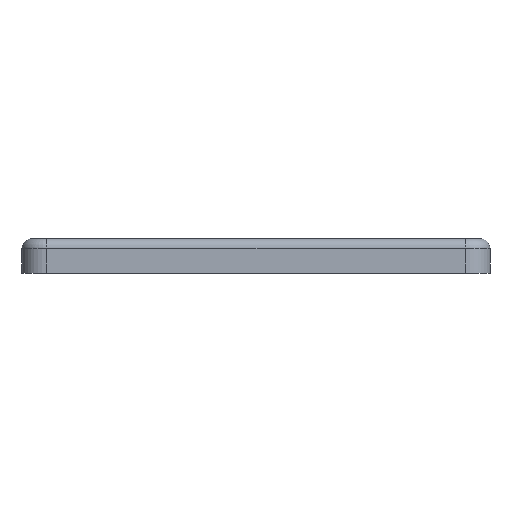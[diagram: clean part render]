
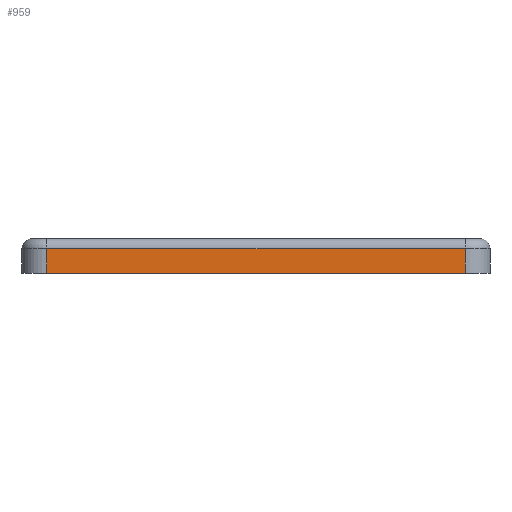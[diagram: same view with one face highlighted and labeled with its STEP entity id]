
A CAD part, left-side view. The second image highlights one B-rep face of the part: STEP entity #959.
In plain terms, the highlighted planar face has unit normal (-1, 0, 0).
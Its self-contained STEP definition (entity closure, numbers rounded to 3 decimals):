
#127=FACE_OUTER_BOUND('',#182,.T.);
#182=EDGE_LOOP('',(#831,#832,#833,#834));
#272=LINE('',#1558,#368);
#284=LINE('',#1618,#380);
#285=LINE('',#1621,#381);
#286=LINE('',#1622,#382);
#368=VECTOR('',#1259,10.);
#380=VECTOR('',#1313,10.);
#381=VECTOR('',#1316,10.);
#382=VECTOR('',#1317,10.);
#454=VERTEX_POINT('',#1552);
#455=VERTEX_POINT('',#1556);
#466=VERTEX_POINT('',#1616);
#467=VERTEX_POINT('',#1620);
#573=EDGE_CURVE('',#455,#454,#272,.T.);
#597=EDGE_CURVE('',#466,#455,#284,.T.);
#598=EDGE_CURVE('',#467,#466,#285,.T.);
#599=EDGE_CURVE('',#454,#467,#286,.T.);
#831=ORIENTED_EDGE('',*,*,#573,.F.);
#832=ORIENTED_EDGE('',*,*,#597,.F.);
#833=ORIENTED_EDGE('',*,*,#598,.F.);
#834=ORIENTED_EDGE('',*,*,#599,.F.);
#911=PLANE('',#1057);
#959=ADVANCED_FACE('',(#127),#911,.T.);
#1057=AXIS2_PLACEMENT_3D('',#1619,#1314,#1315);
#1259=DIRECTION('',(0.,-1.,0.));
#1313=DIRECTION('',(0.,0.,1.));
#1314=DIRECTION('center_axis',(-1.,0.,0.));
#1315=DIRECTION('ref_axis',(0.,-1.,0.));
#1316=DIRECTION('',(0.,1.,0.));
#1317=DIRECTION('',(0.,0.,-1.));
#1552=CARTESIAN_POINT('',(-9.83,-106.383,3.697));
#1556=CARTESIAN_POINT('',(-9.83,-21.383,3.697));
#1558=CARTESIAN_POINT('',(-9.83,-40.133,3.697));
#1616=CARTESIAN_POINT('',(-9.83,-21.383,-1.303));
#1618=CARTESIAN_POINT('',(-9.83,-21.383,-1.303));
#1619=CARTESIAN_POINT('Origin',(-9.83,-16.383,-1.303));
#1620=CARTESIAN_POINT('',(-9.83,-106.383,-1.303));
#1621=CARTESIAN_POINT('',(-9.83,-111.383,-1.303));
#1622=CARTESIAN_POINT('',(-9.83,-106.383,-1.303));
